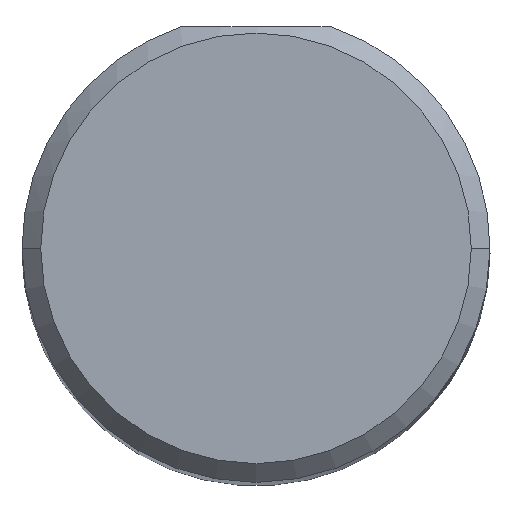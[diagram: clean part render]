
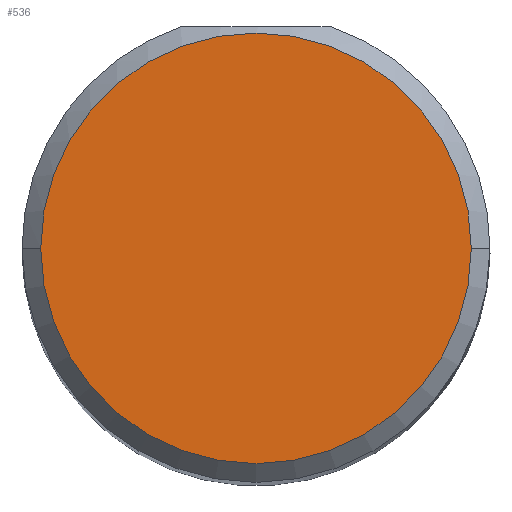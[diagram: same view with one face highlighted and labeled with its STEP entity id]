
A CAD part, top view. The second image highlights one B-rep face of the part: STEP entity #536.
In plain terms, the highlighted planar face has unit normal (0, 0, 1).
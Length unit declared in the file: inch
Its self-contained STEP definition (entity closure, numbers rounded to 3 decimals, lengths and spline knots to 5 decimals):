
#4 = AXIS2_PLACEMENT_3D ( 'NONE', #42, #138, #519 ) ;
#13 = CIRCLE ( 'NONE', #4, 0.1725 ) ;
#42 = CARTESIAN_POINT ( 'NONE',  ( 0., 0., 2.5 ) ) ;
#72 = DIRECTION ( 'NONE',  ( 1., 0., 0. ) ) ;
#87 = CARTESIAN_POINT ( 'NONE',  ( -0.1725, 0., 2.5 ) ) ;
#115 = VERTEX_POINT ( 'NONE', #87 ) ;
#130 = EDGE_CURVE ( 'NONE', #115, #313, #378, .T. ) ;
#138 = DIRECTION ( 'NONE',  ( 0., 0., 1. ) ) ;
#190 = DIRECTION ( 'NONE',  ( 1., 0., 0. ) ) ;
#231 = EDGE_CURVE ( 'NONE', #313, #115, #13, .T. ) ;
#270 = PLANE ( 'NONE',  #461 ) ;
#272 = FACE_OUTER_BOUND ( 'NONE', #406, .T. ) ;
#281 = ORIENTED_EDGE ( 'NONE', *, *, #130, .T. ) ;
#290 = CARTESIAN_POINT ( 'NONE',  ( 0.1725, 0., 2.5 ) ) ;
#313 = VERTEX_POINT ( 'NONE', #290 ) ;
#378 = CIRCLE ( 'NONE', #402, 0.1725 ) ;
#393 = CARTESIAN_POINT ( 'NONE',  ( 0., 0., 2.5 ) ) ;
#402 = AXIS2_PLACEMENT_3D ( 'NONE', #458, #499, #72 ) ;
#406 = EDGE_LOOP ( 'NONE', ( #281, #506 ) ) ;
#458 = CARTESIAN_POINT ( 'NONE',  ( 0., 0., 2.5 ) ) ;
#461 = AXIS2_PLACEMENT_3D ( 'NONE', #393, #565, #190 ) ;
#499 = DIRECTION ( 'NONE',  ( 0., 0., 1. ) ) ;
#506 = ORIENTED_EDGE ( 'NONE', *, *, #231, .T. ) ;
#519 = DIRECTION ( 'NONE',  ( 1., 0., 0. ) ) ;
#536 = ADVANCED_FACE ( 'NONE', ( #272 ), #270, .T. ) ;
#565 = DIRECTION ( 'NONE',  ( 0., 0., 1. ) ) ;
